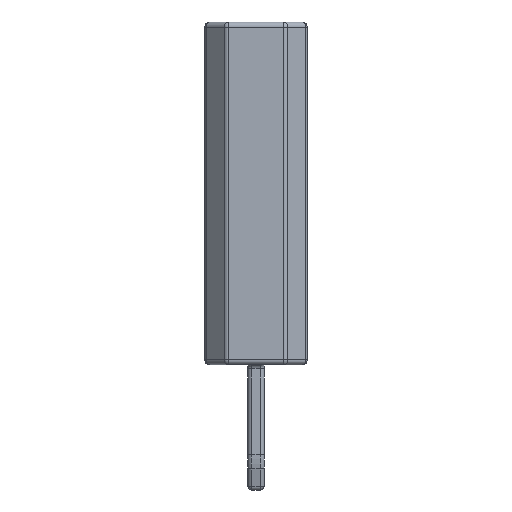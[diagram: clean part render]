
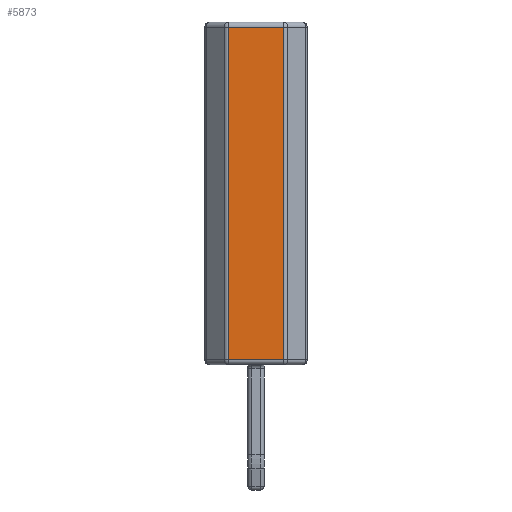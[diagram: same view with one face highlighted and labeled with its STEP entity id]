
A CAD part, left-side view. The second image highlights one B-rep face of the part: STEP entity #5873.
In plain terms, the highlighted planar face has unit normal (-1, 0, 0).
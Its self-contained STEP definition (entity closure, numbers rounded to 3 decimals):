
#5215 = CYLINDRICAL_SURFACE('',#5216,0.125);
#5216 = AXIS2_PLACEMENT_3D('',#5217,#5218,#5219);
#5217 = CARTESIAN_POINT('',(-1.145,0.692,0.));
#5218 = DIRECTION('',(0.,0.,1.));
#5219 = DIRECTION('',(-0.707,0.707,0.));
#5320 = VERTEX_POINT('',#5321);
#5321 = CARTESIAN_POINT('',(-1.27,0.692,0.125));
#5348 = EDGE_CURVE('',#5320,#5349,#5351,.T.);
#5349 = VERTEX_POINT('',#5350);
#5350 = CARTESIAN_POINT('',(-1.27,0.692,8.375));
#5351 = SURFACE_CURVE('',#5352,(#5356,#5363),.PCURVE_S1.);
#5352 = LINE('',#5353,#5354);
#5353 = CARTESIAN_POINT('',(-1.27,0.692,0.));
#5354 = VECTOR('',#5355,1.);
#5355 = DIRECTION('',(0.,0.,1.));
#5356 = PCURVE('',#5215,#5357);
#5357 = DEFINITIONAL_REPRESENTATION('',(#5358),#5362);
#5358 = LINE('',#5359,#5360);
#5359 = CARTESIAN_POINT('',(0.785,0.));
#5360 = VECTOR('',#5361,1.);
#5361 = DIRECTION('',(0.,1.));
#5362 = ( GEOMETRIC_REPRESENTATION_CONTEXT(2) 
PARAMETRIC_REPRESENTATION_CONTEXT() REPRESENTATION_CONTEXT('2D SPACE',''
  ) );
#5363 = PCURVE('',#5364,#5369);
#5364 = PLANE('',#5365);
#5365 = AXIS2_PLACEMENT_3D('',#5366,#5367,#5368);
#5366 = CARTESIAN_POINT('',(-1.27,-0.744,0.));
#5367 = DIRECTION('',(-1.,0.,0.));
#5368 = DIRECTION('',(0.,1.,0.));
#5369 = DEFINITIONAL_REPRESENTATION('',(#5370),#5374);
#5370 = LINE('',#5371,#5372);
#5371 = CARTESIAN_POINT('',(1.436,0.));
#5372 = VECTOR('',#5373,1.);
#5373 = DIRECTION('',(0.,-1.));
#5374 = ( GEOMETRIC_REPRESENTATION_CONTEXT(2) 
PARAMETRIC_REPRESENTATION_CONTEXT() REPRESENTATION_CONTEXT('2D SPACE',''
  ) );
#5578 = CYLINDRICAL_SURFACE('',#5579,0.125);
#5579 = AXIS2_PLACEMENT_3D('',#5580,#5581,#5582);
#5580 = CARTESIAN_POINT('',(-1.145,-0.744,8.375));
#5581 = DIRECTION('',(0.,1.,0.));
#5582 = DIRECTION('',(-1.,0.,0.));
#5860 = CYLINDRICAL_SURFACE('',#5861,0.125);
#5861 = AXIS2_PLACEMENT_3D('',#5862,#5863,#5864);
#5862 = CARTESIAN_POINT('',(-1.145,-0.744,0.125));
#5863 = DIRECTION('',(0.,1.,0.));
#5864 = DIRECTION('',(-1.,0.,0.));
#5873 = ADVANCED_FACE('',(#5874),#5364,.T.);
#5874 = FACE_BOUND('',#5875,.T.);
#5875 = EDGE_LOOP('',(#5876,#5899,#5900,#5923));
#5876 = ORIENTED_EDGE('',*,*,#5877,.T.);
#5877 = EDGE_CURVE('',#5878,#5349,#5880,.T.);
#5878 = VERTEX_POINT('',#5879);
#5879 = CARTESIAN_POINT('',(-1.27,-0.692,8.375));
#5880 = SURFACE_CURVE('',#5881,(#5885,#5892),.PCURVE_S1.);
#5881 = LINE('',#5882,#5883);
#5882 = CARTESIAN_POINT('',(-1.27,-0.744,8.375));
#5883 = VECTOR('',#5884,1.);
#5884 = DIRECTION('',(0.,1.,0.));
#5885 = PCURVE('',#5364,#5886);
#5886 = DEFINITIONAL_REPRESENTATION('',(#5887),#5891);
#5887 = LINE('',#5888,#5889);
#5888 = CARTESIAN_POINT('',(0.,-8.375));
#5889 = VECTOR('',#5890,1.);
#5890 = DIRECTION('',(1.,0.));
#5891 = ( GEOMETRIC_REPRESENTATION_CONTEXT(2) 
PARAMETRIC_REPRESENTATION_CONTEXT() REPRESENTATION_CONTEXT('2D SPACE',''
  ) );
#5892 = PCURVE('',#5578,#5893);
#5893 = DEFINITIONAL_REPRESENTATION('',(#5894),#5898);
#5894 = LINE('',#5895,#5896);
#5895 = CARTESIAN_POINT('',(0.,0.));
#5896 = VECTOR('',#5897,1.);
#5897 = DIRECTION('',(0.,1.));
#5898 = ( GEOMETRIC_REPRESENTATION_CONTEXT(2) 
PARAMETRIC_REPRESENTATION_CONTEXT() REPRESENTATION_CONTEXT('2D SPACE',''
  ) );
#5899 = ORIENTED_EDGE('',*,*,#5348,.F.);
#5900 = ORIENTED_EDGE('',*,*,#5901,.F.);
#5901 = EDGE_CURVE('',#5902,#5320,#5904,.T.);
#5902 = VERTEX_POINT('',#5903);
#5903 = CARTESIAN_POINT('',(-1.27,-0.692,0.125));
#5904 = SURFACE_CURVE('',#5905,(#5909,#5916),.PCURVE_S1.);
#5905 = LINE('',#5906,#5907);
#5906 = CARTESIAN_POINT('',(-1.27,-0.744,0.125));
#5907 = VECTOR('',#5908,1.);
#5908 = DIRECTION('',(0.,1.,0.));
#5909 = PCURVE('',#5364,#5910);
#5910 = DEFINITIONAL_REPRESENTATION('',(#5911),#5915);
#5911 = LINE('',#5912,#5913);
#5912 = CARTESIAN_POINT('',(0.,-0.125));
#5913 = VECTOR('',#5914,1.);
#5914 = DIRECTION('',(1.,0.));
#5915 = ( GEOMETRIC_REPRESENTATION_CONTEXT(2) 
PARAMETRIC_REPRESENTATION_CONTEXT() REPRESENTATION_CONTEXT('2D SPACE',''
  ) );
#5916 = PCURVE('',#5860,#5917);
#5917 = DEFINITIONAL_REPRESENTATION('',(#5918),#5922);
#5918 = LINE('',#5919,#5920);
#5919 = CARTESIAN_POINT('',(-0.,0.));
#5920 = VECTOR('',#5921,1.);
#5921 = DIRECTION('',(-0.,1.));
#5922 = ( GEOMETRIC_REPRESENTATION_CONTEXT(2) 
PARAMETRIC_REPRESENTATION_CONTEXT() REPRESENTATION_CONTEXT('2D SPACE',''
  ) );
#5923 = ORIENTED_EDGE('',*,*,#5924,.T.);
#5924 = EDGE_CURVE('',#5902,#5878,#5925,.T.);
#5925 = SURFACE_CURVE('',#5926,(#5930,#5937),.PCURVE_S1.);
#5926 = LINE('',#5927,#5928);
#5927 = CARTESIAN_POINT('',(-1.27,-0.692,0.));
#5928 = VECTOR('',#5929,1.);
#5929 = DIRECTION('',(0.,0.,1.));
#5930 = PCURVE('',#5364,#5931);
#5931 = DEFINITIONAL_REPRESENTATION('',(#5932),#5936);
#5932 = LINE('',#5933,#5934);
#5933 = CARTESIAN_POINT('',(0.052,0.));
#5934 = VECTOR('',#5935,1.);
#5935 = DIRECTION('',(0.,-1.));
#5936 = ( GEOMETRIC_REPRESENTATION_CONTEXT(2) 
PARAMETRIC_REPRESENTATION_CONTEXT() REPRESENTATION_CONTEXT('2D SPACE',''
  ) );
#5937 = PCURVE('',#5938,#5943);
#5938 = CYLINDRICAL_SURFACE('',#5939,0.125);
#5939 = AXIS2_PLACEMENT_3D('',#5940,#5941,#5942);
#5940 = CARTESIAN_POINT('',(-1.145,-0.692,0.));
#5941 = DIRECTION('',(0.,0.,1.));
#5942 = DIRECTION('',(-1.,0.,0.));
#5943 = DEFINITIONAL_REPRESENTATION('',(#5944),#5948);
#5944 = LINE('',#5945,#5946);
#5945 = CARTESIAN_POINT('',(0.,0.));
#5946 = VECTOR('',#5947,1.);
#5947 = DIRECTION('',(0.,1.));
#5948 = ( GEOMETRIC_REPRESENTATION_CONTEXT(2) 
PARAMETRIC_REPRESENTATION_CONTEXT() REPRESENTATION_CONTEXT('2D SPACE',''
  ) );
